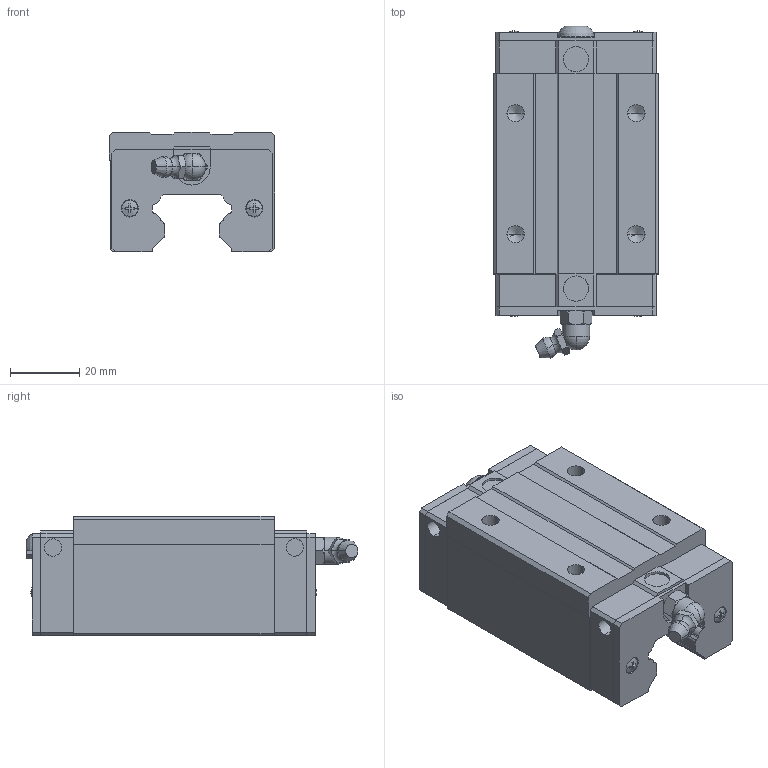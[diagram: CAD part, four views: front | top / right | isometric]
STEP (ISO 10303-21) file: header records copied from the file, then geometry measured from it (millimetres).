
FILE_DESCRIPTION(('CATIA V5 STEP Exchange'),'2;1');
FILE_NAME('734-1_HIWIN_Carriage_HGH_“Square_type“_HGH-25-CA-Z0-H_STEP214_.stp','2021-05-24T07:21:16+00:00',('none'),('none'),'CATIA Version 5 Release 21 GA (IN-10)','CATIA V5 STEP AP203','none');
FILE_SCHEMA(('CONFIG_CONTROL_DESIGN'));
Length unit declared in the file: millimetre
Products named in the file (1): HGH25CAZ0H_FILE
Bounding box: 48 x 96.11 x 34.5 mm (x, y, z)
Volume: 100639.2 mm3; surface area: 20689.4 mm2
Topology: 2 solids, 4 shells, 355 faces, 948 edges, 606 vertices
Faces by surface type: plane 203, cylinder 74, cone 46, torus 20, revolution 8, sphere 4
Entity records: 11176 total; most frequent: CARTESIAN_POINT 2794, ORIENTED_EDGE 1864, DIRECTION 1435, EDGE_CURVE 932, VERTEX_POINT 606, AXIS2_PLACEMENT_3D 557, VECTOR 553, LINE 553
